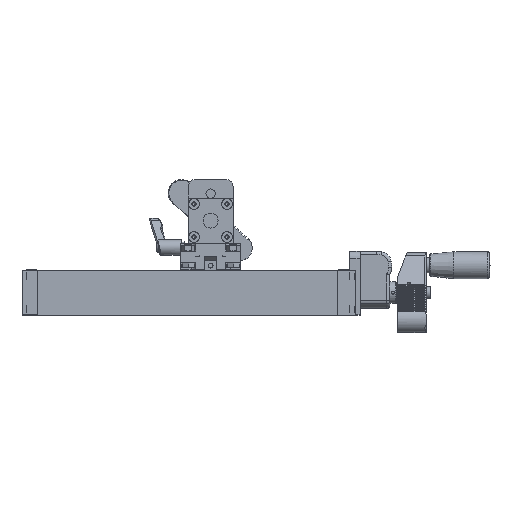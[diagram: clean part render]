
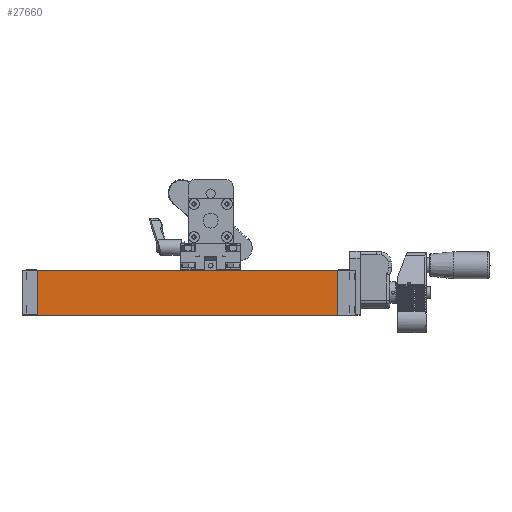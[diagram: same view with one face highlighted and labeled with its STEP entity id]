
A CAD part, left-side view. The second image highlights one B-rep face of the part: STEP entity #27660.
In plain terms, the highlighted planar face has unit normal (-1, 0, 0).
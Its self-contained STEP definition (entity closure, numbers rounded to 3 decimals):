
#1093=LINE('',#36549,#2669);
#1095=LINE('',#36553,#2671);
#1096=LINE('',#36555,#2672);
#1097=LINE('',#36557,#2673);
#2669=VECTOR('',#31058,1000.);
#2671=VECTOR('',#31062,1000.);
#2672=VECTOR('',#31063,1000.);
#2673=VECTOR('',#31064,1000.);
#4176=PLANE('',#28948);
#5037=ORIENTED_EDGE('',*,*,#10765,.F.);
#5038=ORIENTED_EDGE('',*,*,#10766,.F.);
#5039=ORIENTED_EDGE('',*,*,#10767,.T.);
#5040=ORIENTED_EDGE('',*,*,#10763,.T.);
#10763=EDGE_CURVE('',#13612,#13611,#1093,.T.);
#10765=EDGE_CURVE('',#13613,#13611,#1095,.T.);
#10766=EDGE_CURVE('',#13614,#13613,#1096,.T.);
#10767=EDGE_CURVE('',#13614,#13612,#1097,.T.);
#13611=VERTEX_POINT('',#36548);
#13612=VERTEX_POINT('',#36550);
#13613=VERTEX_POINT('',#36554);
#13614=VERTEX_POINT('',#36556);
#16170=EDGE_LOOP('',(#5037,#5038,#5039,#5040));
#17738=FACE_BOUND('',#16170,.T.);
#27660=ADVANCED_FACE('',(#17738),#4176,.F.);
#28948=AXIS2_PLACEMENT_3D('',#36552,#31060,#31061);
#31058=DIRECTION('',(0.,1.,0.));
#31060=DIRECTION('',(1.,0.,0.));
#31061=DIRECTION('',(0.,0.,-1.));
#31062=DIRECTION('',(0.,0.,1.));
#31063=DIRECTION('',(0.,1.,0.));
#31064=DIRECTION('',(0.,0.,1.));
#36548=CARTESIAN_POINT('',(-15.,200.,15.));
#36549=CARTESIAN_POINT('',(-15.,100.,15.));
#36550=CARTESIAN_POINT('',(-15.,0.,15.));
#36552=CARTESIAN_POINT('',(-15.,100.,-15.));
#36553=CARTESIAN_POINT('',(-15.,200.,-15.));
#36554=CARTESIAN_POINT('',(-15.,200.,-15.));
#36555=CARTESIAN_POINT('',(-15.,100.,-15.));
#36556=CARTESIAN_POINT('',(-15.,0.,-15.));
#36557=CARTESIAN_POINT('',(-15.,0.,-15.));
